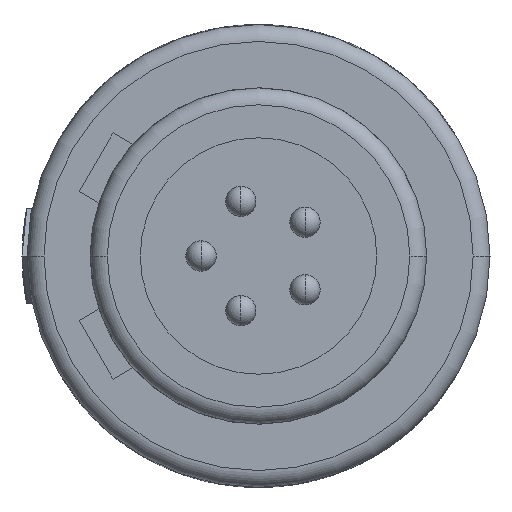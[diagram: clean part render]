
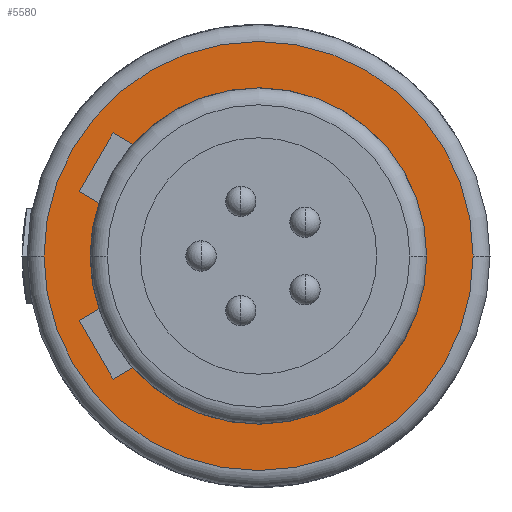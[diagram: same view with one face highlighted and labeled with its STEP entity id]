
A CAD part, left-side view. The second image highlights one B-rep face of the part: STEP entity #5580.
In plain terms, the highlighted planar face has unit normal (-1, 0, 0).
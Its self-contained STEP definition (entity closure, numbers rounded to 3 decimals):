
#1770=CARTESIAN_POINT('',(-6.7,0.,0.));
#1771=DIRECTION('',(-1.,0.,0.));
#1772=DIRECTION('',(0.,-1.,0.));
#1773=AXIS2_PLACEMENT_3D('',#1770,#1771,#1772);
#1775=CARTESIAN_POINT('',(-6.7,0.,0.));
#1776=DIRECTION('',(-1.,0.,0.));
#1777=DIRECTION('',(0.,1.,0.));
#1778=AXIS2_PLACEMENT_3D('',#1775,#1776,#1777);
#1780=DIRECTION('',(0.,0.866,-0.5));
#1781=VECTOR('',#1780,0.677);
#1782=CARTESIAN_POINT('',(-6.7,3.721,-3.303));
#1783=LINE('',#1782,#1781);
#1784=DIRECTION('',(0.,0.866,0.5));
#1785=VECTOR('',#1784,0.677);
#1786=CARTESIAN_POINT('',(-6.7,3.721,3.303));
#1787=LINE('',#1786,#1785);
#1788=DIRECTION('',(0.,-0.5,0.866));
#1789=VECTOR('',#1788,2.);
#1790=CARTESIAN_POINT('',(-6.7,5.306,1.909));
#1791=LINE('',#1790,#1789);
#1792=DIRECTION('',(0.,0.866,0.5));
#1793=VECTOR('',#1792,0.677);
#1794=CARTESIAN_POINT('',(-6.7,4.721,1.571));
#1795=LINE('',#1794,#1793);
#1796=DIRECTION('',(0.,0.866,-0.5));
#1797=VECTOR('',#1796,0.677);
#1798=CARTESIAN_POINT('',(-6.7,4.721,-1.571));
#1799=LINE('',#1798,#1797);
#1800=DIRECTION('',(0.,0.5,0.866));
#1801=VECTOR('',#1800,2.);
#1802=CARTESIAN_POINT('',(-6.7,4.306,-3.641));
#1803=LINE('',#1802,#1801);
#1838=CARTESIAN_POINT('',(-6.7,0.,0.));
#1839=DIRECTION('',(-1.,0.,0.));
#1840=DIRECTION('',(0.,1.,0.));
#1841=AXIS2_PLACEMENT_3D('',#1838,#1839,#1840);
#1856=CARTESIAN_POINT('',(-6.7,0.,0.));
#1857=DIRECTION('',(-1.,0.,0.));
#1858=DIRECTION('',(0.,0.748,-0.664));
#1859=AXIS2_PLACEMENT_3D('',#1856,#1857,#1858);
#1869=CARTESIAN_POINT('',(-6.7,0.,0.));
#1870=DIRECTION('',(1.,0.,0.));
#1871=DIRECTION('',(0.,0.748,0.664));
#1872=AXIS2_PLACEMENT_3D('',#1869,#1870,#1871);
#1879=CARTESIAN_POINT('',(-6.7,0.,0.));
#1880=DIRECTION('',(1.,0.,0.));
#1881=DIRECTION('',(0.,1.,0.));
#1882=AXIS2_PLACEMENT_3D('',#1879,#1880,#1881);
#2867=CARTESIAN_POINT('',(-6.7,-6.35,0.));
#2868=CARTESIAN_POINT('',(-6.7,6.35,0.));
#2869=VERTEX_POINT('',#2867);
#2870=VERTEX_POINT('',#2868);
#2883=CARTESIAN_POINT('',(-6.7,4.975,0.));
#2884=VERTEX_POINT('',#2883);
#2885=CARTESIAN_POINT('',(-6.7,-4.975,0.));
#2886=VERTEX_POINT('',#2885);
#3274=CARTESIAN_POINT('',(-6.7,4.306,3.641));
#3275=VERTEX_POINT('',#3274);
#3278=CARTESIAN_POINT('',(-6.7,5.306,1.909));
#3279=VERTEX_POINT('',#3278);
#3286=CARTESIAN_POINT('',(-6.7,4.306,-3.641));
#3287=VERTEX_POINT('',#3286);
#3290=CARTESIAN_POINT('',(-6.7,5.306,-1.909));
#3291=VERTEX_POINT('',#3290);
#3294=CARTESIAN_POINT('',(-6.7,4.721,1.571));
#3295=VERTEX_POINT('',#3294);
#3296=CARTESIAN_POINT('',(-6.7,3.721,3.303));
#3297=VERTEX_POINT('',#3296);
#3298=CARTESIAN_POINT('',(-6.7,3.721,-3.303));
#3299=VERTEX_POINT('',#3298);
#3300=CARTESIAN_POINT('',(-6.7,4.721,-1.571));
#3301=VERTEX_POINT('',#3300);
#5548=CARTESIAN_POINT('',(-6.7,0.,0.));
#5549=DIRECTION('',(1.,0.,0.));
#5550=DIRECTION('',(0.,-1.,0.));
#5551=AXIS2_PLACEMENT_3D('',#5548,#5549,#5550);
#5552=PLANE('',#5551);
#5554=ORIENTED_EDGE('',*,*,#5553,.F.);
#5555=ORIENTED_EDGE('',*,*,#5531,.F.);
#5556=EDGE_LOOP('',(#5554,#5555));
#5557=FACE_OUTER_BOUND('',#5556,.F.);
#5559=ORIENTED_EDGE('',*,*,#5558,.F.);
#5561=ORIENTED_EDGE('',*,*,#5560,.T.);
#5563=ORIENTED_EDGE('',*,*,#5562,.F.);
#5565=ORIENTED_EDGE('',*,*,#5564,.T.);
#5567=ORIENTED_EDGE('',*,*,#5566,.F.);
#5569=ORIENTED_EDGE('',*,*,#5568,.F.);
#5571=ORIENTED_EDGE('',*,*,#5570,.F.);
#5573=ORIENTED_EDGE('',*,*,#5572,.T.);
#5575=ORIENTED_EDGE('',*,*,#5574,.T.);
#5577=ORIENTED_EDGE('',*,*,#5576,.F.);
#5578=EDGE_LOOP('',(#5559,#5561,#5563,#5565,#5567,#5569,#5571,#5573,#5575,
#5577));
#5579=FACE_BOUND('',#5578,.F.);
#1774=CIRCLE('',#1773,6.35);
#1779=CIRCLE('',#1778,6.35);
#1842=CIRCLE('',#1841,4.975);
#1860=CIRCLE('',#1859,4.975);
#1873=CIRCLE('',#1872,4.975);
#1883=CIRCLE('',#1882,4.975);
#5531=EDGE_CURVE('',#2870,#2869,#1779,.T.);
#5553=EDGE_CURVE('',#2869,#2870,#1774,.T.);
#5558=EDGE_CURVE('',#3299,#3287,#1783,.T.);
#5560=EDGE_CURVE('',#3299,#2886,#1860,.T.);
#5562=EDGE_CURVE('',#3297,#2886,#1873,.T.);
#5564=EDGE_CURVE('',#3297,#3275,#1787,.T.);
#5566=EDGE_CURVE('',#3279,#3275,#1791,.T.);
#5568=EDGE_CURVE('',#3295,#3279,#1795,.T.);
#5570=EDGE_CURVE('',#2884,#3295,#1883,.T.);
#5572=EDGE_CURVE('',#2884,#3301,#1842,.T.);
#5574=EDGE_CURVE('',#3301,#3291,#1799,.T.);
#5576=EDGE_CURVE('',#3287,#3291,#1803,.T.);
#5580=ADVANCED_FACE('',(#5557,#5579),#5552,.F.);
